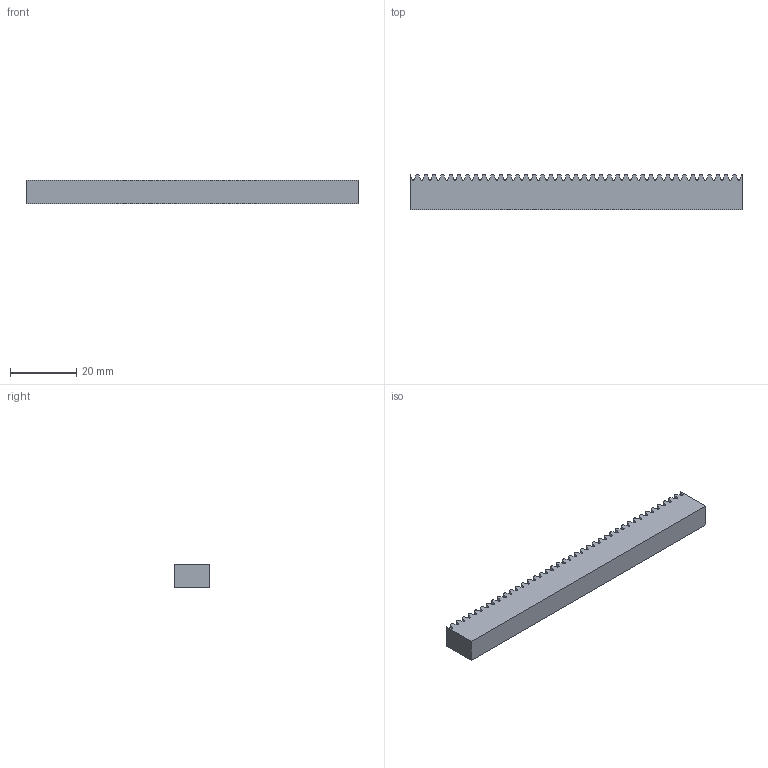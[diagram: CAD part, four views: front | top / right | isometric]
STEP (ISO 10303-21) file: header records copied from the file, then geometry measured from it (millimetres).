
FILE_DESCRIPTION (( 'STEP AP214' ), '1' );
FILE_NAME ('(50 to 1) 2485N214_Metal Gear Rack - 20 Degree Pressure Angle.STEP', '2024-10-30T21:17:40', ( '' ), ( '' ), 'SwSTEP 2.0', 'SolidWorks 2022', '' );
FILE_SCHEMA (( 'AUTOMOTIVE_DESIGN' ));
Length unit declared in the file: millimetre
Products named in the file (1): (50 to 1) 2485N214_Metal Gear Rack - 20 Degree Pressure Angle
Bounding box: 100 x 10.75 x 7 mm (x, y, z)
Volume: 6928.4 mm3; surface area: 4181.7 mm2
Topology: 1 solids, 1 shells, 324 faces, 966 edges, 644 vertices
Faces by surface type: plane 164, cylinder 160
Entity records: 11004 total; most frequent: DIRECTION 1936, CARTESIAN_POINT 1935, ORIENTED_EDGE 1932, EDGE_CURVE 966, LINE 646, VECTOR 646, AXIS2_PLACEMENT_3D 645, VERTEX_POINT 644
